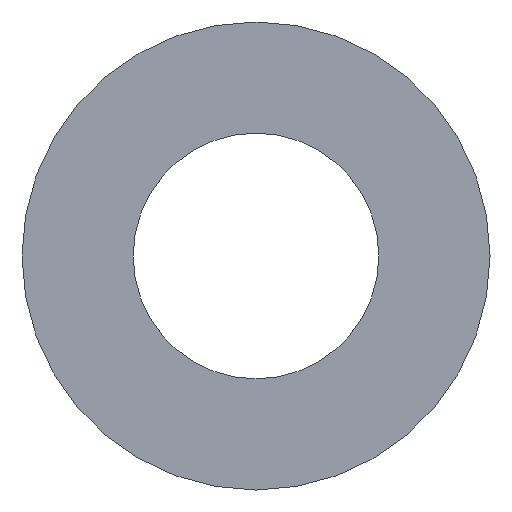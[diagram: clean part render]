
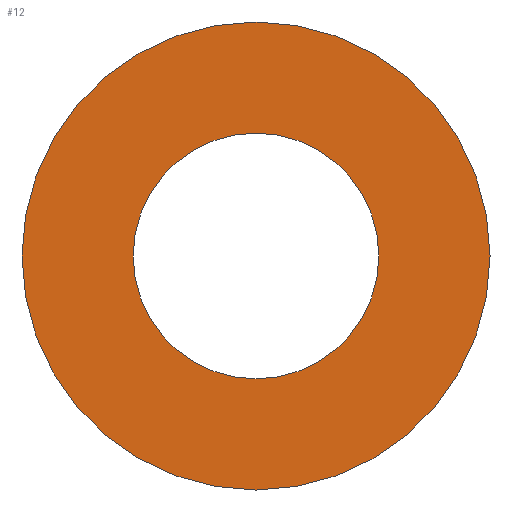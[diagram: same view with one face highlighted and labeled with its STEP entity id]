
A CAD part, left-side view. The second image highlights one B-rep face of the part: STEP entity #12.
In plain terms, the highlighted planar face has unit normal (-1, 0, 0).
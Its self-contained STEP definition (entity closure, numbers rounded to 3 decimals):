
#2 = DIRECTION ( 'NONE',  ( 1., 0., 0. ) ) ;
#12 = ADVANCED_FACE ( 'NONE', ( #113, #53 ), #66, .F. ) ;
#18 = EDGE_CURVE ( 'NONE', #91, #156, #184, .T. ) ;
#38 = ORIENTED_EDGE ( 'NONE', *, *, #118, .F. ) ;
#39 = EDGE_CURVE ( 'NONE', #207, #143, #102, .T. ) ;
#42 = CARTESIAN_POINT ( 'NONE',  ( -2., 0., 0. ) ) ;
#43 = DIRECTION ( 'NONE',  ( 0., 0., -1. ) ) ;
#44 = ORIENTED_EDGE ( 'NONE', *, *, #18, .F. ) ;
#48 = CARTESIAN_POINT ( 'NONE',  ( -2., 0., -5.25 ) ) ;
#51 = CARTESIAN_POINT ( 'NONE',  ( -2., 0., 5.25 ) ) ;
#53 = FACE_OUTER_BOUND ( 'NONE', #99, .T. ) ;
#54 = ORIENTED_EDGE ( 'NONE', *, *, #221, .F. ) ;
#64 = DIRECTION ( 'NONE',  ( -1., 0., 0. ) ) ;
#66 = PLANE ( 'NONE',  #195 ) ;
#70 = DIRECTION ( 'NONE',  ( 1., 0., 0. ) ) ;
#73 = DIRECTION ( 'NONE',  ( 1., 0., 0. ) ) ;
#74 = CARTESIAN_POINT ( 'NONE',  ( -2., 0., 0. ) ) ;
#80 = DIRECTION ( 'NONE',  ( 0., 0., -1. ) ) ;
#83 = DIRECTION ( 'NONE',  ( -1., 0., 0. ) ) ;
#91 = VERTEX_POINT ( 'NONE', #173 ) ;
#99 = EDGE_LOOP ( 'NONE', ( #38, #44 ) ) ;
#102 = CIRCLE ( 'NONE', #253, 5.25 ) ;
#113 = FACE_BOUND ( 'NONE', #178, .T. ) ;
#118 = EDGE_CURVE ( 'NONE', #156, #91, #186, .T. ) ;
#143 = VERTEX_POINT ( 'NONE', #48 ) ;
#156 = VERTEX_POINT ( 'NONE', #215 ) ;
#162 = AXIS2_PLACEMENT_3D ( 'NONE', #218, #83, #80 ) ;
#173 = CARTESIAN_POINT ( 'NONE',  ( -2., 0., 10. ) ) ;
#175 = DIRECTION ( 'NONE',  ( 0., 0., -1. ) ) ;
#178 = EDGE_LOOP ( 'NONE', ( #54, #260 ) ) ;
#182 = AXIS2_PLACEMENT_3D ( 'NONE', #42, #70, #43 ) ;
#184 = CIRCLE ( 'NONE', #182, 10. ) ;
#186 = CIRCLE ( 'NONE', #233, 10. ) ;
#187 = CARTESIAN_POINT ( 'NONE',  ( -2., 0., 0. ) ) ;
#191 = CARTESIAN_POINT ( 'NONE',  ( -2., 10., 0. ) ) ;
#195 = AXIS2_PLACEMENT_3D ( 'NONE', #191, #2, #227 ) ;
#207 = VERTEX_POINT ( 'NONE', #51 ) ;
#215 = CARTESIAN_POINT ( 'NONE',  ( -2., 0., -10. ) ) ;
#218 = CARTESIAN_POINT ( 'NONE',  ( -2., 0., 0. ) ) ;
#221 = EDGE_CURVE ( 'NONE', #143, #207, #229, .T. ) ;
#227 = DIRECTION ( 'NONE',  ( 0., 0., -1. ) ) ;
#229 = CIRCLE ( 'NONE', #162, 5.25 ) ;
#233 = AXIS2_PLACEMENT_3D ( 'NONE', #74, #73, #247 ) ;
#247 = DIRECTION ( 'NONE',  ( 0., 0., -1. ) ) ;
#253 = AXIS2_PLACEMENT_3D ( 'NONE', #187, #64, #175 ) ;
#260 = ORIENTED_EDGE ( 'NONE', *, *, #39, .F. ) ;
